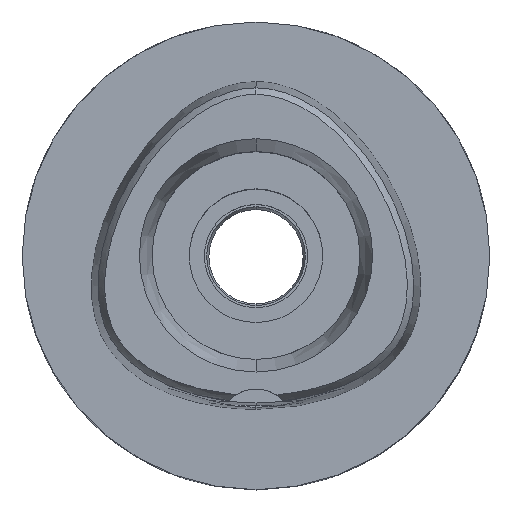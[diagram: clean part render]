
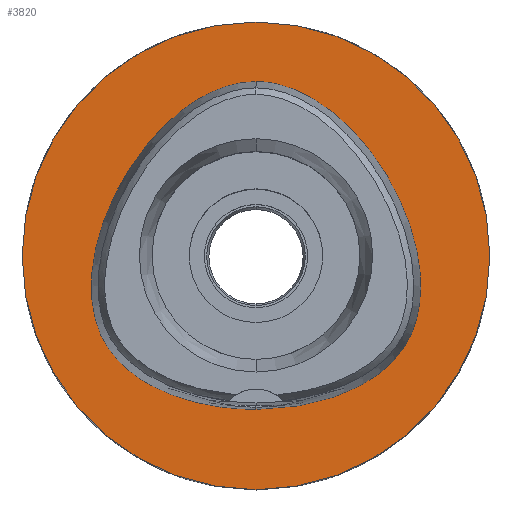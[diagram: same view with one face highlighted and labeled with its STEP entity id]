
A CAD part, top view. The second image highlights one B-rep face of the part: STEP entity #3820.
In plain terms, the highlighted planar face has unit normal (0, 0, 1).
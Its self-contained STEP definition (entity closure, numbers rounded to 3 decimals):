
#47 = DIRECTION ( 'NONE',  ( 0., 0., -1. ) ) ;
#123 = CARTESIAN_POINT ( 'NONE',  ( 18.568, -14.169, 0. ) ) ;
#136 = CARTESIAN_POINT ( 'NONE',  ( 0., 0., 0. ) ) ;
#161 = CARTESIAN_POINT ( 'NONE',  ( 20.932, -10.604, 0. ) ) ;
#225 = EDGE_CURVE ( 'NONE', #897, #1116, #770, .T. ) ;
#316 = CARTESIAN_POINT ( 'NONE',  ( -18.068, 10.432, 0. ) ) ;
#425 = CARTESIAN_POINT ( 'NONE',  ( 0., 0., 0. ) ) ;
#464 = CARTESIAN_POINT ( 'NONE',  ( 20.749, 4.657, 0. ) ) ;
#492 = CARTESIAN_POINT ( 'NONE',  ( 16.959, -15.678, 0. ) ) ;
#530 = CARTESIAN_POINT ( 'NONE',  ( 21.555, -8.996, 0. ) ) ;
#561 = EDGE_CURVE ( 'NONE', #3379, #1033, #1163, .T. ) ;
#630 = CARTESIAN_POINT ( 'NONE',  ( -14.673, -17.214, 0. ) ) ;
#656 = PLANE ( 'NONE',  #1421 ) ;
#677 = FACE_BOUND ( 'NONE', #1548, .T. ) ;
#770 = CIRCLE ( 'NONE', #1636, 31.5 ) ;
#831 = CARTESIAN_POINT ( 'NONE',  ( 22.057, -6.848, 0. ) ) ;
#882 = CARTESIAN_POINT ( 'NONE',  ( 2.114, -20.675, 0. ) ) ;
#897 = VERTEX_POINT ( 'NONE', #2217 ) ;
#901 = DIRECTION ( 'NONE',  ( 0., 0., -1. ) ) ;
#1003 = DIRECTION ( 'NONE',  ( 0., 0., -1. ) ) ;
#1028 = CARTESIAN_POINT ( 'NONE',  ( -20.749, 4.657, 0. ) ) ;
#1033 = VERTEX_POINT ( 'NONE', #4502 ) ;
#1055 = CARTESIAN_POINT ( 'NONE',  ( -20.35, -11.749, 0. ) ) ;
#1098 = CARTESIAN_POINT ( 'NONE',  ( -22.057, -6.848, 0. ) ) ;
#1116 = VERTEX_POINT ( 'NONE', #3610 ) ;
#1163 = B_SPLINE_CURVE_WITH_KNOTS ( 'NONE', 3,
 ( #3090, #882, #1224, #2677, #3797, #492, #123, #2345, #1967, #161, #530, #831, #3382, #1559, #464, #3015, #4582, #3827, #2363, #4171, #1657, #1616, #4515 ),
 .UNSPECIFIED., .F., .F.,
 ( 4, 1, 1, 1, 1, 1, 1, 1, 1, 1, 1, 1, 1, 1, 1, 1, 1, 1, 1, 1, 4 ),
 ( 0., 0.083, 0.167, 0.208, 0.25, 0.292, 0.313, 0.333, 0.354, 0.375, 0.417, 0.458, 0.5, 0.583, 0.667, 0.75, 0.833, 0.875, 0.917, 0.958, 1. ),
 .UNSPECIFIED. ) ;
#1224 = CARTESIAN_POINT ( 'NONE',  ( 6.341, -20.298, 0. ) ) ;
#1259 = ORIENTED_EDGE ( 'NONE', *, *, #4202, .F. ) ;
#1368 = CARTESIAN_POINT ( 'NONE',  ( -7.571, 21.315, 0. ) ) ;
#1411 = CARTESIAN_POINT ( 'NONE',  ( -5.098, 22.526, 0. ) ) ;
#1421 = AXIS2_PLACEMENT_3D ( 'NONE', #2914, #1003, #3676 ) ;
#1540 = DIRECTION ( 'NONE',  ( 0., -1., 0. ) ) ;
#1548 = EDGE_LOOP ( 'NONE', ( #3148, #4678 ) ) ;
#1559 = CARTESIAN_POINT ( 'NONE',  ( 21.978, -0.281, 0. ) ) ;
#1616 = CARTESIAN_POINT ( 'NONE',  ( 0.855, 23.475, 0. ) ) ;
#1630 = DIRECTION ( 'NONE',  ( 0., 1., 0. ) ) ;
#1636 = AXIS2_PLACEMENT_3D ( 'NONE', #425, #47, #1540 ) ;
#1657 = CARTESIAN_POINT ( 'NONE',  ( 2.565, 23.293, 0. ) ) ;
#1773 = CARTESIAN_POINT ( 'NONE',  ( -0.855, 23.475, 0. ) ) ;
#1799 = CARTESIAN_POINT ( 'NONE',  ( -11.233, -18.893, 0. ) ) ;
#1844 = CARTESIAN_POINT ( 'NONE',  ( -16.959, -15.678, 0. ) ) ;
#1967 = CARTESIAN_POINT ( 'NONE',  ( 20.35, -11.749, 0. ) ) ;
#2149 = CARTESIAN_POINT ( 'NONE',  ( -22.245, -4.1, 0. ) ) ;
#2217 = CARTESIAN_POINT ( 'NONE',  ( 0., -31.5, 0. ) ) ;
#2259 = AXIS2_PLACEMENT_3D ( 'NONE', #136, #901, #1630 ) ;
#2345 = CARTESIAN_POINT ( 'NONE',  ( 19.649, -12.825, 0. ) ) ;
#2363 = CARTESIAN_POINT ( 'NONE',  ( 7.571, 21.315, 0. ) ) ;
#2458 = FACE_OUTER_BOUND ( 'NONE', #3093, .T. ) ;
#2485 = CARTESIAN_POINT ( 'NONE',  ( -21.555, -8.996, 0. ) ) ;
#2553 = CARTESIAN_POINT ( 'NONE',  ( -19.649, -12.825, 0. ) ) ;
#2677 = CARTESIAN_POINT ( 'NONE',  ( 11.233, -18.893, 0. ) ) ;
#2819 = CARTESIAN_POINT ( 'NONE',  ( -21.978, -0.281, 0. ) ) ;
#2839 = CARTESIAN_POINT ( 'NONE',  ( 0., 23.475, 0. ) ) ;
#2892 = CARTESIAN_POINT ( 'NONE',  ( -20.932, -10.604, 0. ) ) ;
#2914 = CARTESIAN_POINT ( 'NONE',  ( 0., 0., 0. ) ) ;
#3015 = CARTESIAN_POINT ( 'NONE',  ( 18.068, 10.432, 0. ) ) ;
#3059 = ORIENTED_EDGE ( 'NONE', *, *, #225, .F. ) ;
#3090 = CARTESIAN_POINT ( 'NONE',  ( 0., -20.675, 0. ) ) ;
#3093 = EDGE_LOOP ( 'NONE', ( #1259, #3059 ) ) ;
#3148 = ORIENTED_EDGE ( 'NONE', *, *, #3840, .F. ) ;
#3234 = CARTESIAN_POINT ( 'NONE',  ( -14.408, 15.641, 0. ) ) ;
#3265 = CARTESIAN_POINT ( 'NONE',  ( 0., -20.675, 0. ) ) ;
#3379 = VERTEX_POINT ( 'NONE', #3933 ) ;
#3382 = CARTESIAN_POINT ( 'NONE',  ( 22.245, -4.1, 0. ) ) ;
#3610 = CARTESIAN_POINT ( 'NONE',  ( 0., 31.5, 0. ) ) ;
#3623 = CARTESIAN_POINT ( 'NONE',  ( -2.565, 23.293, 0. ) ) ;
#3676 = DIRECTION ( 'NONE',  ( 0., -1., 0. ) ) ;
#3758 = B_SPLINE_CURVE_WITH_KNOTS ( 'NONE', 3,
 ( #2839, #1773, #3623, #1411, #1368, #3981, #3234, #316, #1028, #2819, #2149, #1098, #2485, #2892, #1055, #2553, #3952, #1844, #630, #1799, #4055, #4729, #3265 ),
 .UNSPECIFIED., .F., .F.,
 ( 4, 1, 1, 1, 1, 1, 1, 1, 1, 1, 1, 1, 1, 1, 1, 1, 1, 1, 1, 1, 4 ),
 ( 0., 0.042, 0.083, 0.125, 0.167, 0.25, 0.333, 0.417, 0.5, 0.542, 0.583, 0.625, 0.646, 0.667, 0.688, 0.708, 0.75, 0.792, 0.833, 0.917, 1. ),
 .UNSPECIFIED. ) ;
#3797 = CARTESIAN_POINT ( 'NONE',  ( 14.673, -17.214, 0. ) ) ;
#3820 = ADVANCED_FACE ( 'NONE', ( #2458, #677 ), #656, .F. ) ;
#3827 = CARTESIAN_POINT ( 'NONE',  ( 10.746, 19.174, 0. ) ) ;
#3840 = EDGE_CURVE ( 'NONE', #1033, #3379, #3758, .T. ) ;
#3933 = CARTESIAN_POINT ( 'NONE',  ( 0., -20.675, 0. ) ) ;
#3952 = CARTESIAN_POINT ( 'NONE',  ( -18.568, -14.169, 0. ) ) ;
#3974 = CIRCLE ( 'NONE', #2259, 31.5 ) ;
#3981 = CARTESIAN_POINT ( 'NONE',  ( -10.746, 19.174, 0. ) ) ;
#4055 = CARTESIAN_POINT ( 'NONE',  ( -6.341, -20.298, 0. ) ) ;
#4171 = CARTESIAN_POINT ( 'NONE',  ( 5.098, 22.526, 0. ) ) ;
#4202 = EDGE_CURVE ( 'NONE', #1116, #897, #3974, .T. ) ;
#4502 = CARTESIAN_POINT ( 'NONE',  ( 0., 23.475, 0. ) ) ;
#4515 = CARTESIAN_POINT ( 'NONE',  ( 0., 23.475, 0. ) ) ;
#4582 = CARTESIAN_POINT ( 'NONE',  ( 14.408, 15.641, 0. ) ) ;
#4678 = ORIENTED_EDGE ( 'NONE', *, *, #561, .F. ) ;
#4729 = CARTESIAN_POINT ( 'NONE',  ( -2.114, -20.675, 0. ) ) ;
